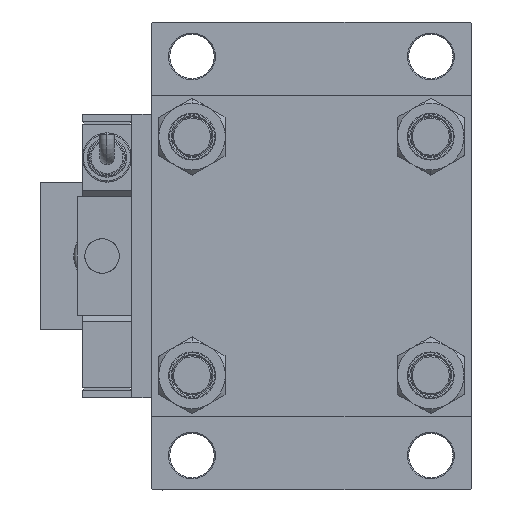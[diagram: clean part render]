
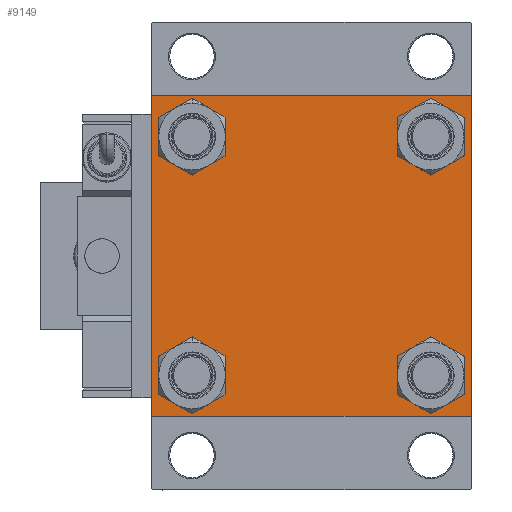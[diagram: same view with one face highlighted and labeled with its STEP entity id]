
A CAD part, left-side view. The second image highlights one B-rep face of the part: STEP entity #9149.
In plain terms, the highlighted planar face has unit normal (-1, 0, 0).
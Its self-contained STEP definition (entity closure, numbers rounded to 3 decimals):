
#16 = ORIENTED_EDGE ( 'NONE', *, *, #19887, .T. ) ;
#893 = CARTESIAN_POINT ( 'NONE',  ( 0., -48.45, -48.45 ) ) ;
#961 = DIRECTION ( 'NONE',  ( 1., 0., 0. ) ) ;
#1331 = CARTESIAN_POINT ( 'NONE',  ( 0., 48.45, 48.45 ) ) ;
#1921 = VECTOR ( 'NONE', #32003, 1000. ) ;
#2983 = DIRECTION ( 'NONE',  ( 0., -0.707, -0.707 ) ) ;
#3138 = VERTEX_POINT ( 'NONE', #42743 ) ;
#3256 = DIRECTION ( 'NONE',  ( 0., 0., 1. ) ) ;
#3881 = EDGE_CURVE ( 'NONE', #13312, #33619, #46617, .T. ) ;
#4292 = CARTESIAN_POINT ( 'NONE',  ( 0., -64.5, 65. ) ) ;
#4814 = ORIENTED_EDGE ( 'NONE', *, *, #26588, .T. ) ;
#5042 = DIRECTION ( 'NONE',  ( 0., -0.707, 0.707 ) ) ;
#5127 = AXIS2_PLACEMENT_3D ( 'NONE', #15909, #37031, #24322 ) ;
#5300 = LINE ( 'NONE', #50811, #33638 ) ;
#5444 = CARTESIAN_POINT ( 'NONE',  ( 0., -48.45, 56.95 ) ) ;
#5620 = DIRECTION ( 'NONE',  ( 0., -1., 0. ) ) ;
#5820 = VECTOR ( 'NONE', #37124, 1000. ) ;
#6055 = ORIENTED_EDGE ( 'NONE', *, *, #13331, .T. ) ;
#6248 = VERTEX_POINT ( 'NONE', #32810 ) ;
#6333 = ORIENTED_EDGE ( 'NONE', *, *, #32902, .T. ) ;
#7551 = DIRECTION ( 'NONE',  ( 1., 0., 0. ) ) ;
#7877 = LINE ( 'NONE', #52867, #34761 ) ;
#8075 = VERTEX_POINT ( 'NONE', #50548 ) ;
#8108 = FACE_BOUND ( 'NONE', #48862, .T. ) ;
#8376 = DIRECTION ( 'NONE',  ( 0., 0., 1. ) ) ;
#8408 = CARTESIAN_POINT ( 'NONE',  ( 0., -64.75, 64.75 ) ) ;
#8475 = EDGE_LOOP ( 'NONE', ( #6055, #4814 ) ) ;
#9101 = CARTESIAN_POINT ( 'NONE',  ( 0., -48.45, 48.45 ) ) ;
#9149 = ADVANCED_FACE ( 'NONE', ( #8108, #17043, #24646, #25181, #15970 ), #45504, .T. ) ;
#10815 = LINE ( 'NONE', #40089, #52835 ) ;
#11075 = CARTESIAN_POINT ( 'NONE',  ( 0., -48.45, -56.95 ) ) ;
#11680 = CARTESIAN_POINT ( 'NONE',  ( 0., 65., 65. ) ) ;
#12669 = AXIS2_PLACEMENT_3D ( 'NONE', #9101, #961, #45966 ) ;
#13312 = VERTEX_POINT ( 'NONE', #24425 ) ;
#13331 = EDGE_CURVE ( 'NONE', #21208, #48308, #25090, .T. ) ;
#13710 = ORIENTED_EDGE ( 'NONE', *, *, #24788, .T. ) ;
#14368 = EDGE_CURVE ( 'NONE', #26590, #16341, #47616, .T. ) ;
#14379 = ORIENTED_EDGE ( 'NONE', *, *, #35952, .T. ) ;
#14609 = DIRECTION ( 'NONE',  ( 0., 0., 1. ) ) ;
#15081 = LINE ( 'NONE', #19149, #24988 ) ;
#15264 = VERTEX_POINT ( 'NONE', #28042 ) ;
#15343 = CARTESIAN_POINT ( 'NONE',  ( 0., 48.45, -39.95 ) ) ;
#15403 = CARTESIAN_POINT ( 'NONE',  ( 0., 48.45, 48.45 ) ) ;
#15909 = CARTESIAN_POINT ( 'NONE',  ( 0., 48.45, -48.45 ) ) ;
#15970 = FACE_OUTER_BOUND ( 'NONE', #37608, .T. ) ;
#16004 = LINE ( 'NONE', #8408, #5820 ) ;
#16341 = VERTEX_POINT ( 'NONE', #36126 ) ;
#16392 = CARTESIAN_POINT ( 'NONE',  ( 0., 48.45, 39.95 ) ) ;
#16968 = VECTOR ( 'NONE', #27105, 1000. ) ;
#17043 = FACE_BOUND ( 'NONE', #25673, .T. ) ;
#17085 = CARTESIAN_POINT ( 'NONE',  ( 0., 48.45, -56.95 ) ) ;
#17919 = EDGE_CURVE ( 'NONE', #34054, #6248, #10815, .T. ) ;
#18204 = ORIENTED_EDGE ( 'NONE', *, *, #31624, .T. ) ;
#19149 = CARTESIAN_POINT ( 'NONE',  ( 0., 65., -65. ) ) ;
#19887 = EDGE_CURVE ( 'NONE', #26790, #22453, #37325, .T. ) ;
#20853 = DIRECTION ( 'NONE',  ( -1., 0., 0. ) ) ;
#21208 = VERTEX_POINT ( 'NONE', #24313 ) ;
#21623 = VERTEX_POINT ( 'NONE', #5444 ) ;
#21727 = VECTOR ( 'NONE', #2983, 1000. ) ;
#22116 = CARTESIAN_POINT ( 'NONE',  ( 0., 65., 64.5 ) ) ;
#22453 = VERTEX_POINT ( 'NONE', #17085 ) ;
#23184 = AXIS2_PLACEMENT_3D ( 'NONE', #45770, #20853, #8376 ) ;
#23830 = EDGE_CURVE ( 'NONE', #27654, #21623, #44703, .T. ) ;
#24313 = CARTESIAN_POINT ( 'NONE',  ( 0., 48.45, 56.95 ) ) ;
#24322 = DIRECTION ( 'NONE',  ( 0., 0., 1. ) ) ;
#24425 = CARTESIAN_POINT ( 'NONE',  ( 0., 64.5, 65. ) ) ;
#24646 = FACE_BOUND ( 'NONE', #45328, .T. ) ;
#24788 = EDGE_CURVE ( 'NONE', #16341, #26590, #41271, .T. ) ;
#24988 = VECTOR ( 'NONE', #5620, 1000. ) ;
#25090 = CIRCLE ( 'NONE', #47567, 8.5 ) ;
#25181 = FACE_BOUND ( 'NONE', #8475, .T. ) ;
#25417 = ORIENTED_EDGE ( 'NONE', *, *, #36024, .T. ) ;
#25489 = EDGE_CURVE ( 'NONE', #34054, #52040, #16004, .T. ) ;
#25673 = EDGE_LOOP ( 'NONE', ( #13710, #35523 ) ) ;
#25930 = CARTESIAN_POINT ( 'NONE',  ( 0., -48.45, -48.45 ) ) ;
#26588 = EDGE_CURVE ( 'NONE', #48308, #21208, #28394, .T. ) ;
#26590 = VERTEX_POINT ( 'NONE', #11075 ) ;
#26790 = VERTEX_POINT ( 'NONE', #15343 ) ;
#27105 = DIRECTION ( 'NONE',  ( 0., 0.707, -0.707 ) ) ;
#27359 = DIRECTION ( 'NONE',  ( 0., 0., -1. ) ) ;
#27654 = VERTEX_POINT ( 'NONE', #43561 ) ;
#28042 = CARTESIAN_POINT ( 'NONE',  ( 0., 65., -64.5 ) ) ;
#28226 = DIRECTION ( 'NONE',  ( 0., -1., 0. ) ) ;
#28394 = CIRCLE ( 'NONE', #29249, 8.5 ) ;
#28518 = ORIENTED_EDGE ( 'NONE', *, *, #25489, .T. ) ;
#28580 = DIRECTION ( 'NONE',  ( 0., 0., 1. ) ) ;
#28948 = DIRECTION ( 'NONE',  ( 1., 0., 0. ) ) ;
#29249 = AXIS2_PLACEMENT_3D ( 'NONE', #15403, #39528, #44129 ) ;
#29816 = DIRECTION ( 'NONE',  ( 0., 0., 1. ) ) ;
#30335 = DIRECTION ( 'NONE',  ( 1., 0., 0. ) ) ;
#31149 = CARTESIAN_POINT ( 'NONE',  ( 0., 64.75, 64.75 ) ) ;
#31288 = EDGE_CURVE ( 'NONE', #3138, #8075, #15081, .T. ) ;
#31624 = EDGE_CURVE ( 'NONE', #8075, #6248, #5300, .T. ) ;
#32003 = DIRECTION ( 'NONE',  ( 0., 0., -1. ) ) ;
#32251 = CARTESIAN_POINT ( 'NONE',  ( 0., -48.45, 48.45 ) ) ;
#32543 = LINE ( 'NONE', #11680, #1921 ) ;
#32810 = CARTESIAN_POINT ( 'NONE',  ( 0., -65., -64.5 ) ) ;
#32902 = EDGE_CURVE ( 'NONE', #22453, #26790, #42327, .T. ) ;
#33619 = VERTEX_POINT ( 'NONE', #22116 ) ;
#33638 = VECTOR ( 'NONE', #5042, 1000. ) ;
#34054 = VERTEX_POINT ( 'NONE', #51032 ) ;
#34761 = VECTOR ( 'NONE', #28226, 1000. ) ;
#35523 = ORIENTED_EDGE ( 'NONE', *, *, #14368, .T. ) ;
#35952 = EDGE_CURVE ( 'NONE', #15264, #3138, #52039, .T. ) ;
#36024 = EDGE_CURVE ( 'NONE', #21623, #27654, #42480, .T. ) ;
#36126 = CARTESIAN_POINT ( 'NONE',  ( 0., -48.45, -39.95 ) ) ;
#37031 = DIRECTION ( 'NONE',  ( 1., 0., 0. ) ) ;
#37124 = DIRECTION ( 'NONE',  ( 0., 0.707, 0.707 ) ) ;
#37325 = CIRCLE ( 'NONE', #46001, 8.5 ) ;
#37608 = EDGE_LOOP ( 'NONE', ( #42980, #14379, #42135, #18204, #50721, #28518, #50143, #51800 ) ) ;
#38134 = EDGE_CURVE ( 'NONE', #13312, #52040, #7877, .T. ) ;
#39528 = DIRECTION ( 'NONE',  ( 1., 0., 0. ) ) ;
#39550 = EDGE_CURVE ( 'NONE', #33619, #15264, #32543, .T. ) ;
#40089 = CARTESIAN_POINT ( 'NONE',  ( 0., -65., 65. ) ) ;
#40118 = CARTESIAN_POINT ( 'NONE',  ( 0., 64.75, -64.75 ) ) ;
#41271 = CIRCLE ( 'NONE', #47306, 8.5 ) ;
#42135 = ORIENTED_EDGE ( 'NONE', *, *, #31288, .T. ) ;
#42327 = CIRCLE ( 'NONE', #5127, 8.5 ) ;
#42480 = CIRCLE ( 'NONE', #51137, 8.5 ) ;
#42743 = CARTESIAN_POINT ( 'NONE',  ( 0., 64.5, -65. ) ) ;
#42980 = ORIENTED_EDGE ( 'NONE', *, *, #39550, .T. ) ;
#43561 = CARTESIAN_POINT ( 'NONE',  ( 0., -48.45, 39.95 ) ) ;
#44129 = DIRECTION ( 'NONE',  ( 0., 0., 1. ) ) ;
#44449 = DIRECTION ( 'NONE',  ( 1., 0., 0. ) ) ;
#44676 = CARTESIAN_POINT ( 'NONE',  ( 0., 48.45, -48.45 ) ) ;
#44703 = CIRCLE ( 'NONE', #12669, 8.5 ) ;
#45328 = EDGE_LOOP ( 'NONE', ( #16, #6333 ) ) ;
#45504 = PLANE ( 'NONE',  #23184 ) ;
#45770 = CARTESIAN_POINT ( 'NONE',  ( 0., 0., 0. ) ) ;
#45966 = DIRECTION ( 'NONE',  ( 0., 0., 1. ) ) ;
#46001 = AXIS2_PLACEMENT_3D ( 'NONE', #44676, #7551, #14609 ) ;
#46617 = LINE ( 'NONE', #31149, #16968 ) ;
#47306 = AXIS2_PLACEMENT_3D ( 'NONE', #25930, #28948, #50578 ) ;
#47567 = AXIS2_PLACEMENT_3D ( 'NONE', #1331, #30335, #29816 ) ;
#47616 = CIRCLE ( 'NONE', #51952, 8.5 ) ;
#48308 = VERTEX_POINT ( 'NONE', #16392 ) ;
#48862 = EDGE_LOOP ( 'NONE', ( #25417, #51922 ) ) ;
#50143 = ORIENTED_EDGE ( 'NONE', *, *, #38134, .F. ) ;
#50220 = DIRECTION ( 'NONE',  ( 1., 0., 0. ) ) ;
#50548 = CARTESIAN_POINT ( 'NONE',  ( 0., -64.5, -65. ) ) ;
#50578 = DIRECTION ( 'NONE',  ( 0., 0., 1. ) ) ;
#50721 = ORIENTED_EDGE ( 'NONE', *, *, #17919, .F. ) ;
#50811 = CARTESIAN_POINT ( 'NONE',  ( 0., -64.75, -64.75 ) ) ;
#51032 = CARTESIAN_POINT ( 'NONE',  ( 0., -65., 64.5 ) ) ;
#51137 = AXIS2_PLACEMENT_3D ( 'NONE', #32251, #44449, #3256 ) ;
#51800 = ORIENTED_EDGE ( 'NONE', *, *, #3881, .T. ) ;
#51922 = ORIENTED_EDGE ( 'NONE', *, *, #23830, .T. ) ;
#51952 = AXIS2_PLACEMENT_3D ( 'NONE', #893, #50220, #28580 ) ;
#52039 = LINE ( 'NONE', #40118, #21727 ) ;
#52040 = VERTEX_POINT ( 'NONE', #4292 ) ;
#52835 = VECTOR ( 'NONE', #27359, 1000. ) ;
#52867 = CARTESIAN_POINT ( 'NONE',  ( 0., 65., 65. ) ) ;
